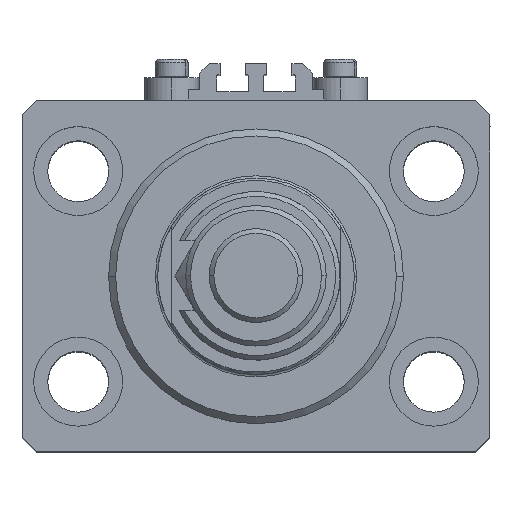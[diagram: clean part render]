
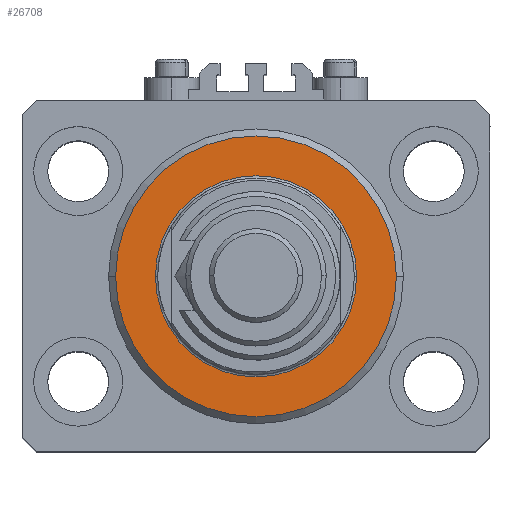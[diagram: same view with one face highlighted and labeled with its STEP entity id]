
A CAD part, top view. The second image highlights one B-rep face of the part: STEP entity #26708.
In plain terms, the highlighted face is planar.
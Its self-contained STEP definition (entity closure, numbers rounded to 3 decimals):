
#1881 = AXIS2_PLACEMENT_3D ( 'NONE', #17334, #6231, #33328 ) ;
#5430 = CIRCLE ( 'NONE', #50765, 30. ) ;
#6126 = EDGE_LOOP ( 'NONE', ( #19245, #43479 ) ) ;
#6231 = DIRECTION ( 'NONE',  ( 0., 0., 1. ) ) ;
#8206 = VERTEX_POINT ( 'NONE', #24213 ) ;
#10562 = AXIS2_PLACEMENT_3D ( 'NONE', #37322, #41429, #26455 ) ;
#10715 = FACE_BOUND ( 'NONE', #50355, .T. ) ;
#11813 = EDGE_CURVE ( 'NONE', #35945, #42119, #5430, .T. ) ;
#16663 = AXIS2_PLACEMENT_3D ( 'NONE', #20137, #27397, #43131 ) ;
#17116 = CARTESIAN_POINT ( 'NONE',  ( 0., 0., 0. ) ) ;
#17334 = CARTESIAN_POINT ( 'NONE',  ( 0., 0., 0. ) ) ;
#19245 = ORIENTED_EDGE ( 'NONE', *, *, #11813, .T. ) ;
#20137 = CARTESIAN_POINT ( 'NONE',  ( 0., 0., 0. ) ) ;
#21088 = CARTESIAN_POINT ( 'NONE',  ( -30., 0., 0. ) ) ;
#24138 = AXIS2_PLACEMENT_3D ( 'NONE', #33584, #49322, #26336 ) ;
#24213 = CARTESIAN_POINT ( 'NONE',  ( -21.5, 0., 0. ) ) ;
#25698 = FACE_OUTER_BOUND ( 'NONE', #6126, .T. ) ;
#26336 = DIRECTION ( 'NONE',  ( 1., 0., 0. ) ) ;
#26455 = DIRECTION ( 'NONE',  ( 1., 0., 0. ) ) ;
#26520 = CARTESIAN_POINT ( 'NONE',  ( 21.5, 0., 0. ) ) ;
#26708 = ADVANCED_FACE ( 'NONE', ( #10715, #25698 ), #41940, .F. ) ;
#26938 = CARTESIAN_POINT ( 'NONE',  ( 30., 0., 0. ) ) ;
#27397 = DIRECTION ( 'NONE',  ( 0., 0., -1. ) ) ;
#27746 = VERTEX_POINT ( 'NONE', #26520 ) ;
#28556 = ORIENTED_EDGE ( 'NONE', *, *, #39418, .T. ) ;
#30196 = ORIENTED_EDGE ( 'NONE', *, *, #39504, .T. ) ;
#33116 = DIRECTION ( 'NONE',  ( 1., 0., 0. ) ) ;
#33328 = DIRECTION ( 'NONE',  ( 1., 0., 0. ) ) ;
#33584 = CARTESIAN_POINT ( 'NONE',  ( 0., 0., 0. ) ) ;
#35945 = VERTEX_POINT ( 'NONE', #26938 ) ;
#37322 = CARTESIAN_POINT ( 'NONE',  ( 0., 0., 0. ) ) ;
#37584 = EDGE_CURVE ( 'NONE', #42119, #35945, #46312, .T. ) ;
#38957 = CIRCLE ( 'NONE', #1881, 21.5 ) ;
#39418 = EDGE_CURVE ( 'NONE', #8206, #27746, #38957, .T. ) ;
#39504 = EDGE_CURVE ( 'NONE', #27746, #8206, #48872, .T. ) ;
#41429 = DIRECTION ( 'NONE',  ( 0., 0., 1. ) ) ;
#41940 = PLANE ( 'NONE',  #10562 ) ;
#42119 = VERTEX_POINT ( 'NONE', #21088 ) ;
#43131 = DIRECTION ( 'NONE',  ( 1., 0., 0. ) ) ;
#43479 = ORIENTED_EDGE ( 'NONE', *, *, #37584, .T. ) ;
#45236 = DIRECTION ( 'NONE',  ( 0., 0., -1. ) ) ;
#46312 = CIRCLE ( 'NONE', #16663, 30. ) ;
#48872 = CIRCLE ( 'NONE', #24138, 21.5 ) ;
#49322 = DIRECTION ( 'NONE',  ( 0., 0., 1. ) ) ;
#50355 = EDGE_LOOP ( 'NONE', ( #30196, #28556 ) ) ;
#50765 = AXIS2_PLACEMENT_3D ( 'NONE', #17116, #45236, #33116 ) ;
